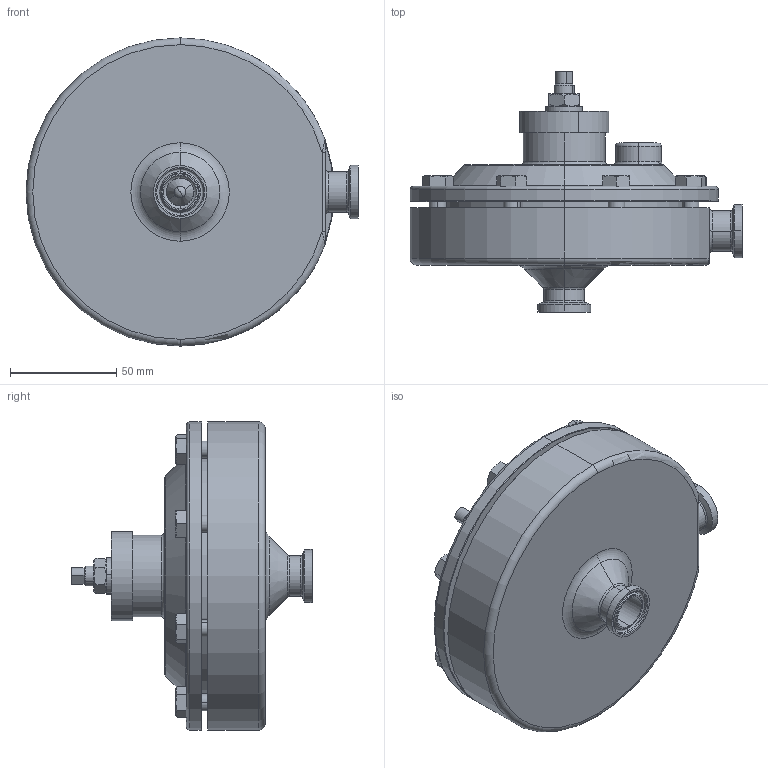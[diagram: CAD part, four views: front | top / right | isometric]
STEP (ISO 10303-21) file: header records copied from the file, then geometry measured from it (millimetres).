
FILE_DESCRIPTION (( 'STEP AP203' ), '1' );
FILE_NAME ('FB6CPM-075-6L.STEP', '2021-08-18T16:17:38', ( '' ), ( '' ), 'SwSTEP 2.0', 'SolidWorks 2018', '' );
FILE_SCHEMA (( 'CONFIG_CONTROL_DESIGN' ));
Length unit declared in the file: inch
Products named in the file (10): 92845; 35139; 93976_HJNUT 0.3750-24-D-N; 35137; 20432_comp; 8478_031x100; 34699; FB6CPM-075-6L; 79461; 35696
Assembly tree (16 placements, depth 2):
  FB6CPM-075-6L
    34699
    93976_HJNUT 0.3750-24-D-N
    92845
    20432_comp
    79461
    35137
    35139
    8478_031x100  x8
    35696
Bounding box: 155.96 x 112.89 x 144.78 mm (x, y, z)
Volume: 456424.1 mm3; surface area: 145986.5 mm2
Topology: 16 solids, 16 shells, 478 faces, 1031 edges, 601 vertices
Faces by surface type: cone 154, cylinder 132, plane 119, torus 68, bspline 3, sphere 2
Entity records: 11140 total; most frequent: CARTESIAN_POINT 2085, DIRECTION 1866, ORIENTED_EDGE 1470, AXIS2_PLACEMENT_3D 817, EDGE_CURVE 735, CIRCLE 456, VERTEX_POINT 433, EDGE_LOOP 402
